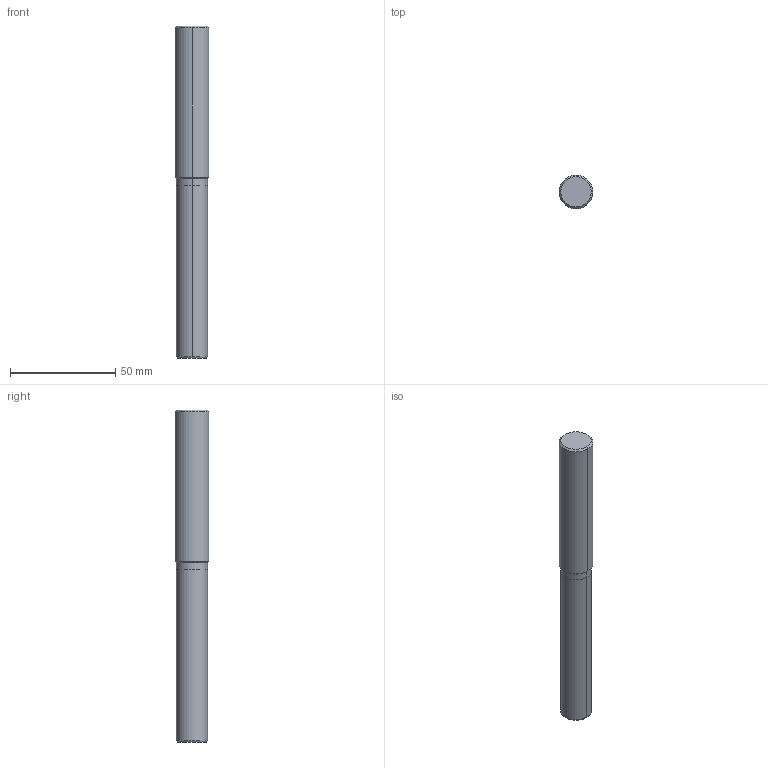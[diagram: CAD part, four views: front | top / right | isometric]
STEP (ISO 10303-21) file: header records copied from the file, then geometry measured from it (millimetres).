
FILE_DESCRIPTION(('STEP AP214'),'1');
FILE_NAME('Zeichnung1E43.stp','2021-06-14T07:03:41',(' '),(' '),'Spatial InterOp 3D',' ',' ');
FILE_SCHEMA(('AUTOMOTIVE_DESIGN { 1 0 10303 214 1 1 1 1 }'));
Length unit declared in the file: millimetre
Products named in the file (1): 1
Bounding box: 16 x 16 x 158 mm (x, y, z)
Volume: 29259.6 mm3; surface area: 8311.5 mm2
Topology: 2 solids, 2 shells, 16 faces, 41 edges, 30 vertices
Faces by surface type: cylinder 6, cone 6, plane 4
Entity records: 643 total; most frequent: DIRECTION 97, CARTESIAN_POINT 79, ORIENTED_EDGE 56, AXIS2_PLACEMENT_3D 38, EDGE_CURVE 28, LINE 25, VECTOR 25, STYLED_ITEM 19
